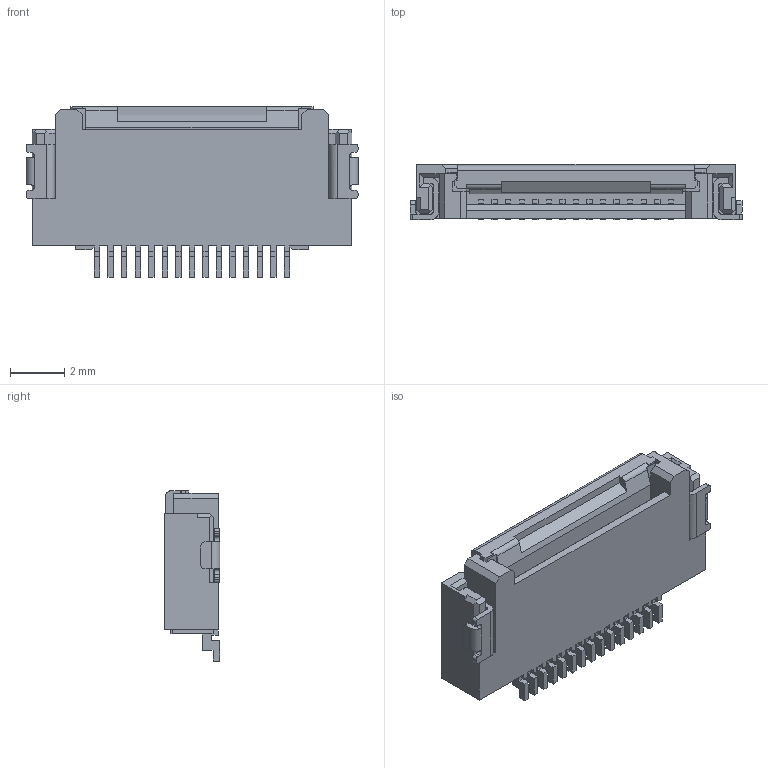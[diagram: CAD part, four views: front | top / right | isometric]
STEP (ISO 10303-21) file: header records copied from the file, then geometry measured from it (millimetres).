
FILE_DESCRIPTION((''),'2;1');
FILE_NAME('C-1-1775333-5','2016-04-26T',('workeradm'),('Tyco Electronics Ltd.'),'CREO PARAMETRIC BY PTC INC, 2015200','CREO PARAMETRIC BY PTC INC, 2015200','');
FILE_SCHEMA(('AUTOMOTIVE_DESIGN { 1 0 10303 214 1 1 1 1 }'));
Length unit declared in the file: millimetre
Products named in the file (1): C-1-1775333-5
Bounding box: 12.25 x 2.05 x 6.28 mm (x, y, z)
Volume: 96.4 mm3; surface area: 323.8 mm2
Topology: 1 solids, 1 shells, 593 faces, 1716 edges, 1128 vertices
Faces by surface type: plane 530, cylinder 63
Entity records: 24458 total; most frequent: CARTESIAN_POINT 3551, ORIENTED_EDGE 3432, DIRECTION 3026, PRESENTATION_STYLE_ASSIGNMENT 1717, STYLED_ITEM 1717, CURVE_STYLE 1716, EDGE_CURVE 1716, VECTOR 1580
